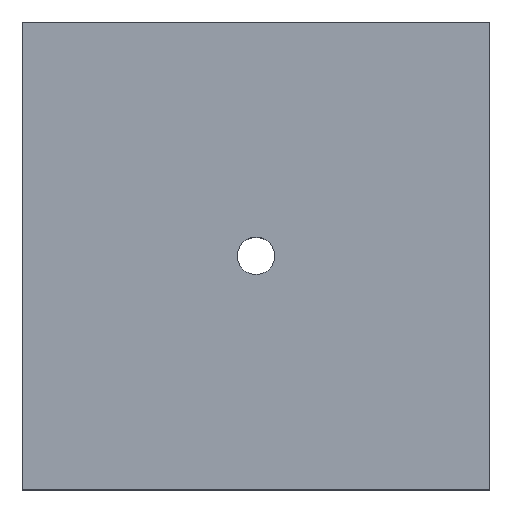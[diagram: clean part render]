
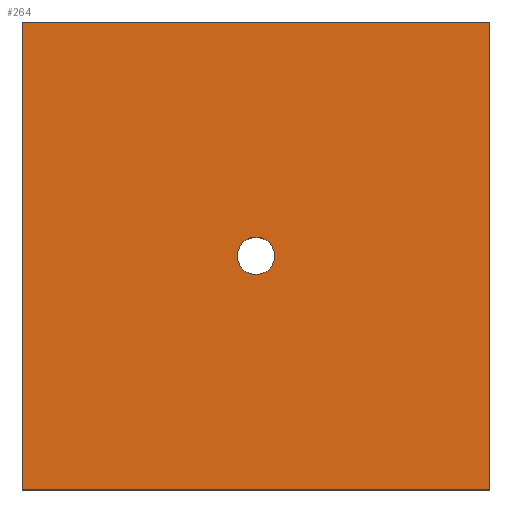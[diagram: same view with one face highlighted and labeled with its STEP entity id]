
A CAD part, top view. The second image highlights one B-rep face of the part: STEP entity #264.
In plain terms, the highlighted planar face has unit normal (0, 0, 1).
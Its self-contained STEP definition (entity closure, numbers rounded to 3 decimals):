
#2 = EDGE_CURVE ( 'NONE', #122, #252, #263, .T. ) ;
#12 = VECTOR ( 'NONE', #118, 1000. ) ;
#17 = CARTESIAN_POINT ( 'NONE',  ( 25., 25., 20. ) ) ;
#18 = EDGE_CURVE ( 'NONE', #89, #68, #93, .T. ) ;
#21 = DIRECTION ( 'NONE',  ( 0., 0., 1. ) ) ;
#33 = EDGE_CURVE ( 'NONE', #294, #53, #182, .T. ) ;
#53 = VERTEX_POINT ( 'NONE', #207 ) ;
#55 = VECTOR ( 'NONE', #306, 1000. ) ;
#64 = ORIENTED_EDGE ( 'NONE', *, *, #276, .T. ) ;
#66 = DIRECTION ( 'NONE',  ( 1., 0., 0. ) ) ;
#68 = VERTEX_POINT ( 'NONE', #17 ) ;
#73 = LINE ( 'NONE', #261, #130 ) ;
#84 = CARTESIAN_POINT ( 'NONE',  ( 0., 0., 20. ) ) ;
#88 = EDGE_CURVE ( 'NONE', #252, #122, #148, .T. ) ;
#89 = VERTEX_POINT ( 'NONE', #233 ) ;
#90 = CARTESIAN_POINT ( 'NONE',  ( 2., 0., 20. ) ) ;
#93 = LINE ( 'NONE', #155, #55 ) ;
#100 = CARTESIAN_POINT ( 'NONE',  ( -25., 25., 20. ) ) ;
#112 = DIRECTION ( 'NONE',  ( 0., -1., 0. ) ) ;
#118 = DIRECTION ( 'NONE',  ( -1., 0., 0. ) ) ;
#122 = VERTEX_POINT ( 'NONE', #254 ) ;
#127 = ORIENTED_EDGE ( 'NONE', *, *, #88, .F. ) ;
#130 = VECTOR ( 'NONE', #191, 1000. ) ;
#134 = EDGE_LOOP ( 'NONE', ( #296, #64, #290, #228 ) ) ;
#148 = CIRCLE ( 'NONE', #297, 2. ) ;
#154 = DIRECTION ( 'NONE',  ( 0., 0., 1. ) ) ;
#155 = CARTESIAN_POINT ( 'NONE',  ( 25., 25., 20. ) ) ;
#156 = DIRECTION ( 'NONE',  ( 1., 0., 0. ) ) ;
#162 = PLANE ( 'NONE',  #268 ) ;
#166 = AXIS2_PLACEMENT_3D ( 'NONE', #84, #277, #156 ) ;
#172 = ORIENTED_EDGE ( 'NONE', *, *, #2, .F. ) ;
#173 = EDGE_LOOP ( 'NONE', ( #172, #127 ) ) ;
#181 = CARTESIAN_POINT ( 'NONE',  ( 0., 0., 20. ) ) ;
#182 = LINE ( 'NONE', #256, #260 ) ;
#191 = DIRECTION ( 'NONE',  ( 1., 0., 0. ) ) ;
#207 = CARTESIAN_POINT ( 'NONE',  ( -25., -25., 20. ) ) ;
#213 = DIRECTION ( 'NONE',  ( 1., 0., 0. ) ) ;
#215 = CARTESIAN_POINT ( 'NONE',  ( 0., 0., 20. ) ) ;
#222 = LINE ( 'NONE', #262, #12 ) ;
#228 = ORIENTED_EDGE ( 'NONE', *, *, #237, .T. ) ;
#233 = CARTESIAN_POINT ( 'NONE',  ( 25., -25., 20. ) ) ;
#237 = EDGE_CURVE ( 'NONE', #53, #89, #73, .T. ) ;
#238 = FACE_BOUND ( 'NONE', #173, .T. ) ;
#252 = VERTEX_POINT ( 'NONE', #90 ) ;
#254 = CARTESIAN_POINT ( 'NONE',  ( -2., 0., 20. ) ) ;
#256 = CARTESIAN_POINT ( 'NONE',  ( -25., 25., 20. ) ) ;
#260 = VECTOR ( 'NONE', #112, 1000. ) ;
#261 = CARTESIAN_POINT ( 'NONE',  ( -25., -25., 20. ) ) ;
#262 = CARTESIAN_POINT ( 'NONE',  ( -25., 25., 20. ) ) ;
#263 = CIRCLE ( 'NONE', #166, 2. ) ;
#264 = ADVANCED_FACE ( 'NONE', ( #287, #238 ), #162, .T. ) ;
#268 = AXIS2_PLACEMENT_3D ( 'NONE', #215, #21, #213 ) ;
#276 = EDGE_CURVE ( 'NONE', #68, #294, #222, .T. ) ;
#277 = DIRECTION ( 'NONE',  ( 0., 0., 1. ) ) ;
#287 = FACE_OUTER_BOUND ( 'NONE', #134, .T. ) ;
#290 = ORIENTED_EDGE ( 'NONE', *, *, #33, .T. ) ;
#294 = VERTEX_POINT ( 'NONE', #100 ) ;
#296 = ORIENTED_EDGE ( 'NONE', *, *, #18, .T. ) ;
#297 = AXIS2_PLACEMENT_3D ( 'NONE', #181, #154, #66 ) ;
#306 = DIRECTION ( 'NONE',  ( 0., 1., 0. ) ) ;
